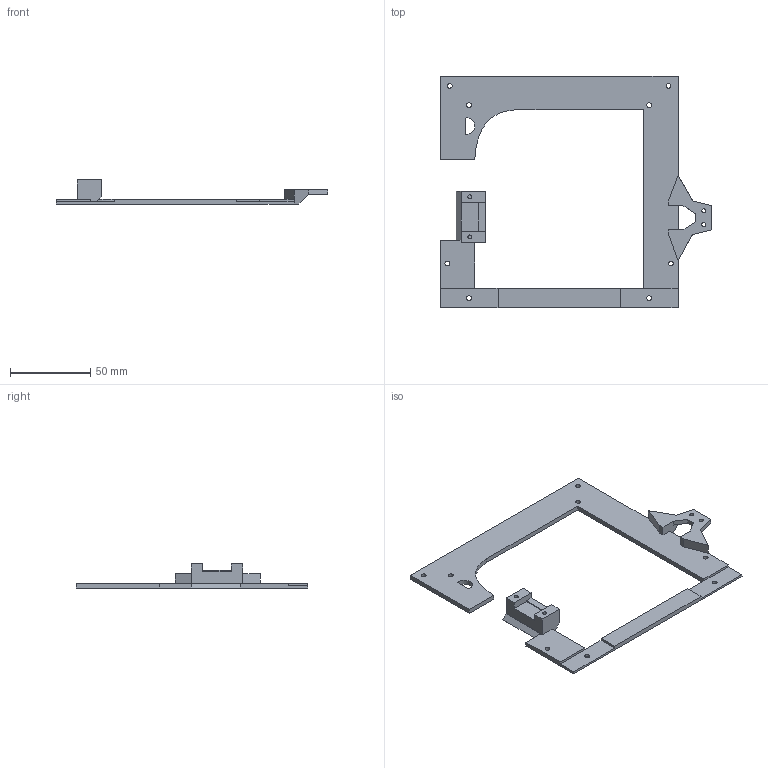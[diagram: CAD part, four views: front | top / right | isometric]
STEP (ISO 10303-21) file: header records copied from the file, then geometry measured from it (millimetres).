
FILE_DESCRIPTION(('FreeCAD Model'),'2;1');
FILE_NAME('Open CASCADE Shape Model','2024-09-17T17:34:31',(''),(''), 'Open CASCADE STEP processor 7.7','FreeCAD','Unknown');
FILE_SCHEMA(('AP242_MANAGED_MODEL_BASED_3D_ENGINEERING_MIM_LF. {1 0 10303 442 1 1 4 }'));
Length unit declared in the file: millimetre
Products named in the file (1): Left Bracket
Bounding box: 169 x 144 x 15 mm (x, y, z)
Volume: 33293.3 mm3; surface area: 24440.3 mm2
Topology: 1 solids, 1 shells, 75 faces, 213 edges, 140 vertices
Faces by surface type: plane 61, cylinder 13, extrusion 1
Full cylindrical faces by diameter (mm): 2.5 x4, 3 x8
Entity records: 2480 total; most frequent: CARTESIAN_POINT 429, ORIENTED_EDGE 426, DIRECTION 394, EDGE_CURVE 213, VECTOR 186, LINE 185, VERTEX_POINT 140, AXIS2_PLACEMENT_3D 104
